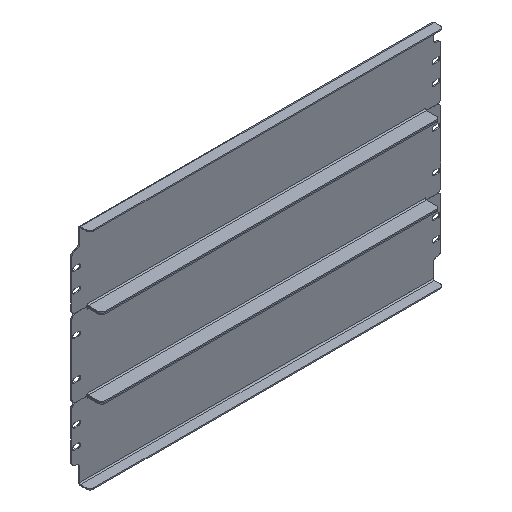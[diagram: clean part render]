
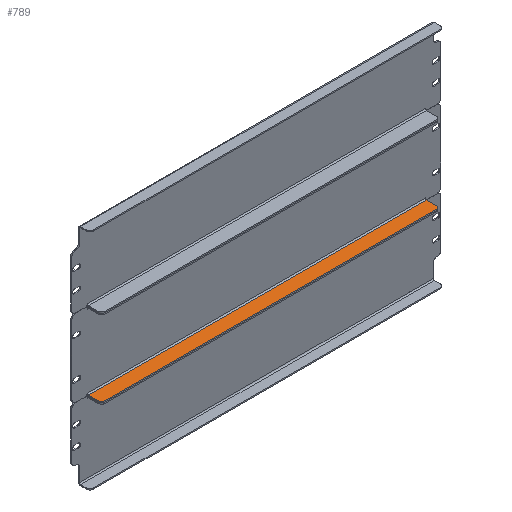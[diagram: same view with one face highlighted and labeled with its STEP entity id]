
A CAD part, isometric view. The second image highlights one B-rep face of the part: STEP entity #789.
In plain terms, the highlighted planar face has unit normal (0, 0, 1).
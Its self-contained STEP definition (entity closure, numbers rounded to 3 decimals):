
#18 = ORIENTED_EDGE ( 'NONE', *, *, #402, .F. ) ;
#61 = DIRECTION ( 'NONE',  ( 0., 0., 1. ) ) ;
#80 = CIRCLE ( 'NONE', #2639, 5. ) ;
#84 = DIRECTION ( 'NONE',  ( 0., 1., 0. ) ) ;
#123 = CARTESIAN_POINT ( 'NONE',  ( 213.25, -15., -48.5 ) ) ;
#227 = LINE ( 'NONE', #3250, #813 ) ;
#250 = CARTESIAN_POINT ( 'NONE',  ( 218.25, -20., -48.5 ) ) ;
#268 = LINE ( 'NONE', #250, #3203 ) ;
#388 = ORIENTED_EDGE ( 'NONE', *, *, #721, .T. ) ;
#402 = EDGE_CURVE ( 'NONE', #1653, #1872, #973, .T. ) ;
#486 = VECTOR ( 'NONE', #1237, 1000. ) ;
#510 = ORIENTED_EDGE ( 'NONE', *, *, #2722, .F. ) ;
#520 = CARTESIAN_POINT ( 'NONE',  ( -218.25, -15., -48.5 ) ) ;
#524 = CARTESIAN_POINT ( 'NONE',  ( -218.25, -3., -48.5 ) ) ;
#565 = LINE ( 'NONE', #1497, #486 ) ;
#721 = EDGE_CURVE ( 'NONE', #2780, #2795, #80, .T. ) ;
#734 = VECTOR ( 'NONE', #2080, 1000. ) ;
#789 = ADVANCED_FACE ( 'NONE', ( #888 ), #2141, .F. ) ;
#795 = DIRECTION ( 'NONE',  ( 0., 0., -1. ) ) ;
#813 = VECTOR ( 'NONE', #3227, 1000. ) ;
#888 = FACE_OUTER_BOUND ( 'NONE', #2416, .T. ) ;
#901 = ORIENTED_EDGE ( 'NONE', *, *, #1305, .F. ) ;
#973 = LINE ( 'NONE', #1517, #734 ) ;
#1092 = DIRECTION ( 'NONE',  ( 0., -1., 0. ) ) ;
#1237 = DIRECTION ( 'NONE',  ( 0., 1., 0. ) ) ;
#1305 = EDGE_CURVE ( 'NONE', #1872, #2996, #268, .T. ) ;
#1433 = DIRECTION ( 'NONE',  ( 0., 0., 1. ) ) ;
#1497 = CARTESIAN_POINT ( 'NONE',  ( -218.25, -1.5, -48.5 ) ) ;
#1517 = CARTESIAN_POINT ( 'NONE',  ( -218.25, -3., -48.5 ) ) ;
#1564 = AXIS2_PLACEMENT_3D ( 'NONE', #123, #61, #84 ) ;
#1604 = CARTESIAN_POINT ( 'NONE',  ( 0., 0., -48.5 ) ) ;
#1653 = VERTEX_POINT ( 'NONE', #524 ) ;
#1676 = VERTEX_POINT ( 'NONE', #2792 ) ;
#1872 = VERTEX_POINT ( 'NONE', #3139 ) ;
#1874 = DIRECTION ( 'NONE',  ( 0., -1., 0. ) ) ;
#1926 = ORIENTED_EDGE ( 'NONE', *, *, #3235, .T. ) ;
#2026 = CARTESIAN_POINT ( 'NONE',  ( 218.25, -15., -48.5 ) ) ;
#2080 = DIRECTION ( 'NONE',  ( 1., 0., 0. ) ) ;
#2116 = CARTESIAN_POINT ( 'NONE',  ( -213.25, -20., -48.5 ) ) ;
#2141 = PLANE ( 'NONE',  #2921 ) ;
#2416 = EDGE_LOOP ( 'NONE', ( #2626, #388, #510, #1926, #901, #18 ) ) ;
#2595 = CARTESIAN_POINT ( 'NONE',  ( -213.25, -15., -48.5 ) ) ;
#2626 = ORIENTED_EDGE ( 'NONE', *, *, #2915, .F. ) ;
#2639 = AXIS2_PLACEMENT_3D ( 'NONE', #2595, #1433, #2880 ) ;
#2722 = EDGE_CURVE ( 'NONE', #1676, #2795, #227, .T. ) ;
#2780 = VERTEX_POINT ( 'NONE', #520 ) ;
#2792 = CARTESIAN_POINT ( 'NONE',  ( 213.25, -20., -48.5 ) ) ;
#2795 = VERTEX_POINT ( 'NONE', #2116 ) ;
#2880 = DIRECTION ( 'NONE',  ( 0., 1., 0. ) ) ;
#2915 = EDGE_CURVE ( 'NONE', #2780, #1653, #565, .T. ) ;
#2921 = AXIS2_PLACEMENT_3D ( 'NONE', #1604, #795, #1874 ) ;
#2996 = VERTEX_POINT ( 'NONE', #2026 ) ;
#3092 = CIRCLE ( 'NONE', #1564, 5. ) ;
#3139 = CARTESIAN_POINT ( 'NONE',  ( 218.25, -3., -48.5 ) ) ;
#3203 = VECTOR ( 'NONE', #1092, 1000. ) ;
#3227 = DIRECTION ( 'NONE',  ( -1., 0., 0. ) ) ;
#3235 = EDGE_CURVE ( 'NONE', #1676, #2996, #3092, .T. ) ;
#3250 = CARTESIAN_POINT ( 'NONE',  ( -218.25, -20., -48.5 ) ) ;
